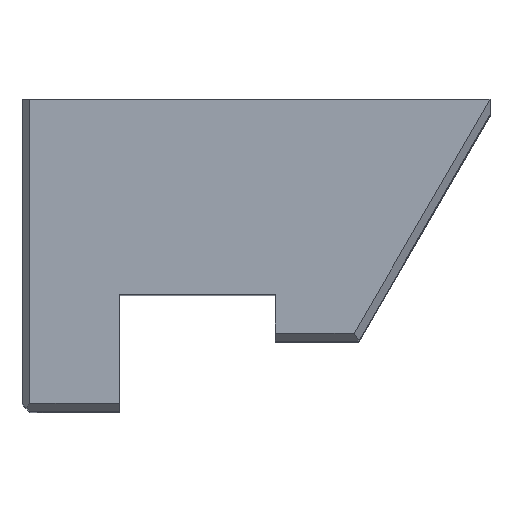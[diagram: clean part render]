
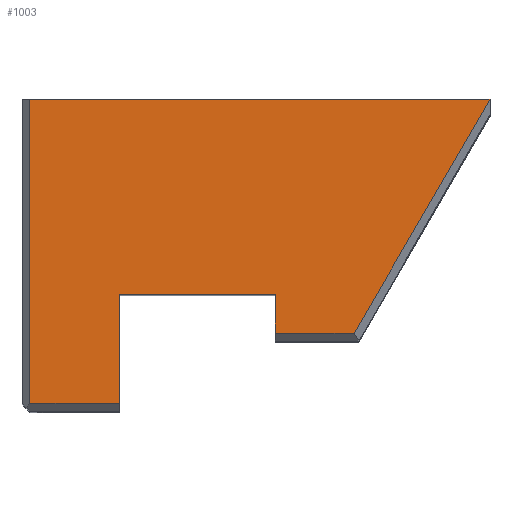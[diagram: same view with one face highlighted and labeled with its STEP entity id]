
A CAD part, top view. The second image highlights one B-rep face of the part: STEP entity #1003.
In plain terms, the highlighted planar face has unit normal (0, 0, 1).
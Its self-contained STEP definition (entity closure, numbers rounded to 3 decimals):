
#71=FACE_OUTER_BOUND('',#207,.F.);
#207=EDGE_LOOP('',(#387,#388,#389,#390,#391,#392,#393,#394,#395));
#387=ORIENTED_EDGE('',*,*,#1962,.F.);
#388=ORIENTED_EDGE('',*,*,#1965,.F.);
#389=ORIENTED_EDGE('',*,*,#1860,.T.);
#390=ORIENTED_EDGE('',*,*,#1859,.T.);
#391=ORIENTED_EDGE('',*,*,#1955,.T.);
#392=ORIENTED_EDGE('',*,*,#1960,.T.);
#393=ORIENTED_EDGE('',*,*,#1957,.T.);
#394=ORIENTED_EDGE('',*,*,#1874,.T.);
#395=ORIENTED_EDGE('',*,*,#1878,.T.);
#1003=ADVANCED_FACE('',(#71),#1139,.T.);
#1139=PLANE('',#2443);
#1319=LINE('',#3474,#1579);
#1320=LINE('',#3475,#1580);
#1334=LINE('',#3489,#1594);
#1338=LINE('',#3493,#1598);
#1409=LINE('',#3684,#1669);
#1411=LINE('',#3686,#1671);
#1414=LINE('',#3689,#1674);
#1416=LINE('',#3691,#1676);
#1419=LINE('',#3694,#1679);
#1579=VECTOR('',#2636,10.086);
#1580=VECTOR('',#2637,34.681);
#1594=VECTOR('',#2651,11.5);
#1598=VECTOR('',#2655,39.);
#1669=VECTOR('',#2726,5.);
#1671=VECTOR('',#2728,14.);
#1674=VECTOR('',#2731,20.);
#1676=VECTOR('',#2733,59.);
#1679=VECTOR('',#2736,0.009);
#1859=EDGE_CURVE('',#2309,#2312,#1319,.T.);
#1860=EDGE_CURVE('',#2310,#2309,#1320,.T.);
#1874=EDGE_CURVE('',#2295,#2297,#1334,.T.);
#1878=EDGE_CURVE('',#2297,#2292,#1338,.T.);
#1955=EDGE_CURVE('',#2312,#2228,#1409,.T.);
#1957=EDGE_CURVE('',#2226,#2295,#1411,.T.);
#1960=EDGE_CURVE('',#2228,#2226,#1414,.T.);
#1962=EDGE_CURVE('',#2225,#2292,#1416,.T.);
#1965=EDGE_CURVE('',#2310,#2225,#1419,.T.);
#2225=VERTEX_POINT('',#3314);
#2226=VERTEX_POINT('',#3315);
#2228=VERTEX_POINT('',#3317);
#2292=VERTEX_POINT('',#3381);
#2295=VERTEX_POINT('',#3384);
#2297=VERTEX_POINT('',#3386);
#2309=VERTEX_POINT('',#3398);
#2310=VERTEX_POINT('',#3399);
#2312=VERTEX_POINT('',#3401);
#2443=AXIS2_PLACEMENT_3D('',#3883,#2968,#2969);
#2636=DIRECTION('',(-1.,0.,0.));
#2637=DIRECTION('',(-0.502,-0.865,0.));
#2651=DIRECTION('',(-1.,0.,0.));
#2655=DIRECTION('',(0.,1.,0.));
#2726=DIRECTION('',(0.,1.,0.));
#2728=DIRECTION('',(0.,-1.,0.));
#2731=DIRECTION('',(-1.,0.,0.));
#2733=DIRECTION('',(-1.,0.,0.));
#2736=DIRECTION('',(0.,1.,0.));
#2968=DIRECTION('',(0.,0.,1.));
#2969=DIRECTION('',(-1.,0.,0.));
#3314=CARTESIAN_POINT('',(47.116,26.689,121.1));
#3315=CARTESIAN_POINT('',(-0.384,1.689,121.1));
#3317=CARTESIAN_POINT('',(19.616,1.689,121.1));
#3381=CARTESIAN_POINT('',(-11.884,26.689,121.1));
#3384=CARTESIAN_POINT('',(-0.384,-12.311,121.1));
#3386=CARTESIAN_POINT('',(-11.884,-12.311,121.1));
#3398=CARTESIAN_POINT('',(29.701,-3.311,121.1));
#3399=CARTESIAN_POINT('',(47.116,26.681,121.1));
#3401=CARTESIAN_POINT('',(19.616,-3.311,121.1));
#3474=CARTESIAN_POINT('',(29.701,-3.311,121.1));
#3475=CARTESIAN_POINT('',(47.116,26.681,121.1));
#3489=CARTESIAN_POINT('',(-0.384,-12.311,121.1));
#3493=CARTESIAN_POINT('',(-11.884,-12.311,121.1));
#3684=CARTESIAN_POINT('',(19.616,-3.311,121.1));
#3686=CARTESIAN_POINT('',(-0.384,1.689,121.1));
#3689=CARTESIAN_POINT('',(19.616,1.689,121.1));
#3691=CARTESIAN_POINT('',(47.116,26.689,121.1));
#3694=CARTESIAN_POINT('',(47.116,26.681,121.1));
#3883=CARTESIAN_POINT('',(47.716,27.289,121.1));
